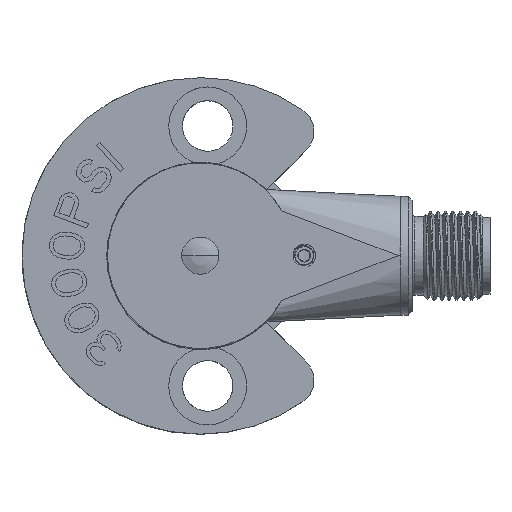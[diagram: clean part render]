
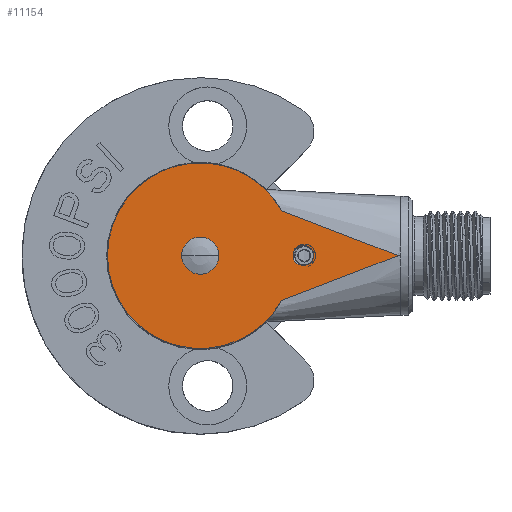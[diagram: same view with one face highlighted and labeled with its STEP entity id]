
A CAD part, top view. The second image highlights one B-rep face of the part: STEP entity #11154.
In plain terms, the highlighted planar face has unit normal (0, 0, 1).
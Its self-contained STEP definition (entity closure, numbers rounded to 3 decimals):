
#1670=CARTESIAN_POINT('',(0.,0.,27.3));
#1671=DIRECTION('',(0.,0.,1.));
#1672=DIRECTION('',(1.,-0.021,0.));
#1673=AXIS2_PLACEMENT_3D('',#1670,#1671,#1672);
#1854=CARTESIAN_POINT('',(14.712,-1.027,27.3));
#1855=CARTESIAN_POINT('',(14.628,-1.1,27.3));
#1856=CARTESIAN_POINT('',(14.446,-1.221,27.3));
#1857=CARTESIAN_POINT('',(14.117,-1.332,27.3));
#1858=CARTESIAN_POINT('',(13.767,-1.351,27.3));
#1859=CARTESIAN_POINT('',(13.432,-1.286,27.3));
#1860=CARTESIAN_POINT('',(13.111,-1.132,27.3));
#1861=CARTESIAN_POINT('',(12.835,-0.903,
27.3));
#1862=CARTESIAN_POINT('',(12.622,-0.61,
27.3));
#1863=CARTESIAN_POINT('',(12.53,-0.385,27.3));
#1864=CARTESIAN_POINT('',(12.497,-0.263,27.3));
#1960=CARTESIAN_POINT('',(12.497,0.256,27.3));
#2039=CARTESIAN_POINT('',(0.,0.,27.3));
#2040=DIRECTION('',(0.,0.,1.));
#2041=DIRECTION('',(1.,0.,0.));
#2042=AXIS2_PLACEMENT_3D('',#2039,#2040,#2041);
#2044=CARTESIAN_POINT('',(0.,0.,27.3));
#2045=DIRECTION('',(0.,0.,1.));
#2046=DIRECTION('',(-1.,0.,0.));
#2047=AXIS2_PLACEMENT_3D('',#2044,#2045,#2046);
#2049=DIRECTION('',(-0.933,-0.359,0.));
#2050=VECTOR('',#2049,16.802);
#2051=CARTESIAN_POINT('',(26.626,0.,
27.3));
#2052=LINE('',#2051,#2050);
#2053=CARTESIAN_POINT('',(0.,0.,27.3));
#2054=DIRECTION('',(0.,0.,-1.));
#2055=DIRECTION('',(0.876,-0.483,0.));
#2056=AXIS2_PLACEMENT_3D('',#2053,#2054,#2055);
#2058=CARTESIAN_POINT('',(0.,0.,27.3));
#2059=DIRECTION('',(0.,0.,-1.));
#2060=DIRECTION('',(-1.,0.,0.));
#2061=AXIS2_PLACEMENT_3D('',#2058,#2059,#2060);
#2063=DIRECTION('',(0.933,-0.359,0.));
#2064=VECTOR('',#2063,16.802);
#2065=CARTESIAN_POINT('',(10.946,6.036,27.3));
#2066=LINE('',#2065,#2064);
#2067=CARTESIAN_POINT('',(14.713,1.026,27.3));
#2068=CARTESIAN_POINT('',(14.612,1.113,27.3));
#2069=CARTESIAN_POINT('',(14.398,1.247,27.3));
#2070=CARTESIAN_POINT('',(14.009,1.353,27.3));
#2071=CARTESIAN_POINT('',(13.624,1.333,27.3));
#2072=CARTESIAN_POINT('',(13.251,1.213,27.3));
#2073=CARTESIAN_POINT('',(12.911,0.987,27.3));
#2074=CARTESIAN_POINT('',(12.649,0.661,27.3));
#2075=CARTESIAN_POINT('',(12.536,0.4,27.3));
#2076=CARTESIAN_POINT('',(12.497,0.256,27.3));
#2078=CARTESIAN_POINT('',(14.712,-1.027,27.3));
#2079=CARTESIAN_POINT('',(14.826,-0.948,
27.3));
#2080=CARTESIAN_POINT('',(15.017,-0.763,
27.3));
#2081=CARTESIAN_POINT('',(15.208,-0.399,
27.3));
#2082=CARTESIAN_POINT('',(15.272,0.005,27.3));
#2083=CARTESIAN_POINT('',(15.206,0.407,27.3));
#2084=CARTESIAN_POINT('',(15.011,0.771,27.3));
#2085=CARTESIAN_POINT('',(14.822,0.951,27.3));
#2086=CARTESIAN_POINT('',(14.713,1.026,27.3));
#4646=CARTESIAN_POINT('',(14.713,1.026,27.3));
#4648=CARTESIAN_POINT('',(14.712,-1.027,27.3));
#7896=VERTEX_POINT('',#4648);
#7926=VERTEX_POINT('',#4646);
#7947=CARTESIAN_POINT('',(26.626,0.,
27.3));
#7948=CARTESIAN_POINT('',(10.946,-6.036,27.3));
#7949=VERTEX_POINT('',#7947);
#7950=VERTEX_POINT('',#7948);
#7951=CARTESIAN_POINT('',(-12.5,0.,27.3));
#7952=VERTEX_POINT('',#7951);
#7953=CARTESIAN_POINT('',(10.946,6.036,27.3));
#7954=VERTEX_POINT('',#7953);
#9200=CARTESIAN_POINT('',(-2.5,0.,27.3));
#9201=CARTESIAN_POINT('',(2.5,0.,27.3));
#9202=VERTEX_POINT('',#9200);
#9203=VERTEX_POINT('',#9201);
#9211=VERTEX_POINT('',#1960);
#9212=VERTEX_POINT('',#1864);
#11128=CARTESIAN_POINT('',(7.063,0.,27.3));
#11129=DIRECTION('',(0.,0.,1.));
#11130=DIRECTION('',(1.,0.,0.));
#11131=AXIS2_PLACEMENT_3D('',#11128,#11129,#11130);
#11132=PLANE('',#11131);
#11134=ORIENTED_EDGE('',*,*,#11133,.T.);
#11135=ORIENTED_EDGE('',*,*,#10676,.T.);
#11136=ORIENTED_EDGE('',*,*,#10635,.T.);
#11138=ORIENTED_EDGE('',*,*,#11137,.T.);
#11139=EDGE_LOOP('',(#11134,#11135,#11136,#11138));
#11140=FACE_OUTER_BOUND('',#11139,.F.);
#11142=ORIENTED_EDGE('',*,*,#11141,.T.);
#11144=ORIENTED_EDGE('',*,*,#11143,.T.);
#11145=EDGE_LOOP('',(#11142,#11144));
#11146=FACE_BOUND('',#11145,.F.);
#11147=ORIENTED_EDGE('',*,*,#11099,.T.);
#11148=ORIENTED_EDGE('',*,*,#10647,.F.);
#11149=ORIENTED_EDGE('',*,*,#10886,.F.);
#11151=ORIENTED_EDGE('',*,*,#11150,.T.);
#11152=EDGE_LOOP('',(#11147,#11148,#11149,#11151));
#11153=FACE_BOUND('',#11152,.F.);
#11154=ADVANCED_FACE('',(#11140,#11146,#11153),#11132,.T.);
#1674=CIRCLE('',#1673,12.5);
#1865=B_SPLINE_CURVE_WITH_KNOTS('',3,(#1854,#1855,#1856,#1857,#1858,#1859,#1860,
#1861,#1862,#1863,#1864),.UNSPECIFIED.,.F.,.F.,(4,1,1,1,1,1,1,1,4),(0.,
0.125,0.25,0.375,0.5,0.625,0.75,0.875,1.),.UNSPECIFIED.);
#2043=CIRCLE('',#2042,2.5);
#2048=CIRCLE('',#2047,2.5);
#2057=CIRCLE('',#2056,12.5);
#2062=CIRCLE('',#2061,12.5);
#2077=B_SPLINE_CURVE_WITH_KNOTS('',3,(#2067,#2068,#2069,#2070,#2071,#2072,#2073,
#2074,#2075,#2076),.UNSPECIFIED.,.F.,.F.,(4,1,1,1,1,1,1,4),(0.,
0.143,0.286,0.429,0.571,
0.714,0.857,1.),.UNSPECIFIED.);
#2087=B_SPLINE_CURVE_WITH_KNOTS('',3,(#2078,#2079,#2080,#2081,#2082,#2083,#2084,
#2085,#2086),.UNSPECIFIED.,.F.,.F.,(4,1,1,1,1,1,4),(0.,0.167,
0.333,0.5,0.667,0.833,1.),
.UNSPECIFIED.);
#10635=EDGE_CURVE('',#7952,#7954,#2062,.T.);
#10647=EDGE_CURVE('',#9212,#9211,#1674,.T.);
#10676=EDGE_CURVE('',#7950,#7952,#2057,.T.);
#10886=EDGE_CURVE('',#7896,#9212,#1865,.T.);
#11099=EDGE_CURVE('',#7926,#9211,#2077,.T.);
#11133=EDGE_CURVE('',#7949,#7950,#2052,.T.);
#11137=EDGE_CURVE('',#7954,#7949,#2066,.T.);
#11141=EDGE_CURVE('',#9203,#9202,#2043,.T.);
#11143=EDGE_CURVE('',#9202,#9203,#2048,.T.);
#11150=EDGE_CURVE('',#7896,#7926,#2087,.T.);
